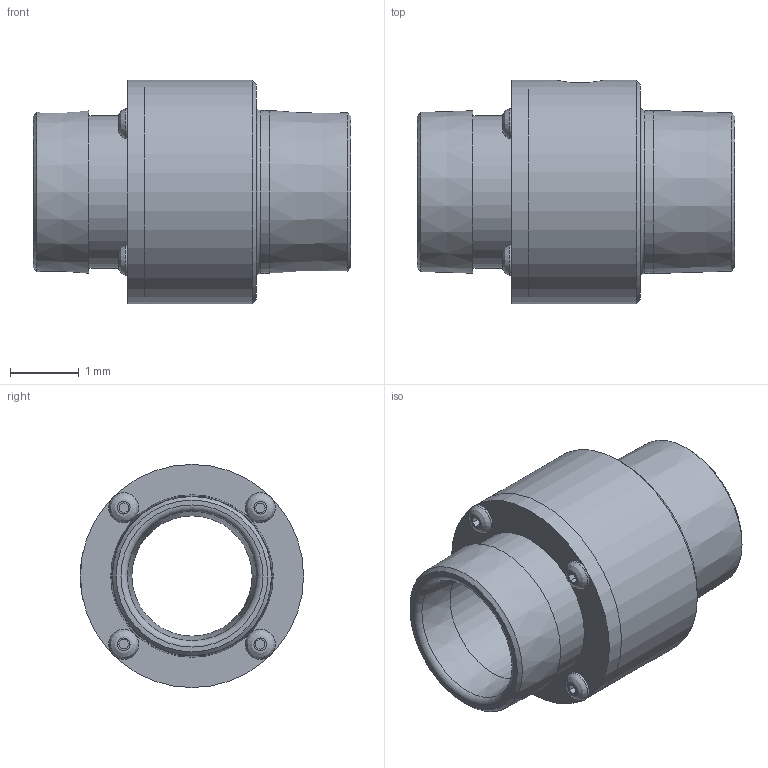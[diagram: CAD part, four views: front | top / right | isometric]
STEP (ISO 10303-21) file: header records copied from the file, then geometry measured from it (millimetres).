
FILE_DESCRIPTION((''),'2;1');
FILE_NAME('140200-3D.stp','2008-11-04T15:46:21',('andrew steele'),(''),'Autodesk Inventor 2009','Autodesk Inventor 2009','');
FILE_SCHEMA(('AUTOMOTIVE_DESIGN { 1 0 10303 214 1 1 1 1 }'));
Length unit declared in the file: millimetre
Products named in the file (7): 140200-3D; 140200-3D1; 140200-3D2; 140200-3D3; 140200-3D4; 140200-3D5; 140200-3D6
Assembly tree (6 placements, depth 2):
  140200-3D
    140200-3D1
    140200-3D2
    140200-3D3
    140200-3D4
    140200-3D5
    140200-3D6
Bounding box: 4.62 x 3.25 x 3.25 mm (x, y, z)
Volume: 15.6 mm3; surface area: 97 mm2
Topology: 6 solids, 6 shells, 100 faces, 209 edges, 133 vertices
Faces by surface type: bspline 57, cylinder 17, cone 14, plane 10, torus 2
Full cylindrical faces by diameter (mm): 0.25 x4, 0.281 x4, 0.594 x1, 1.75 x2, 2.22 x1, 2.375 x1, 2.4 x2, 3.25 x2
Entity records: 2966 total; most frequent: CARTESIAN_POINT 1009, DIRECTION 326, ORIENTED_EDGE 298, EDGE_LOOP 176, EDGE_CURVE 149, AXIS2_PLACEMENT_3D 127, VERTEX_POINT 123, FACE_OUTER_BOUND 100
